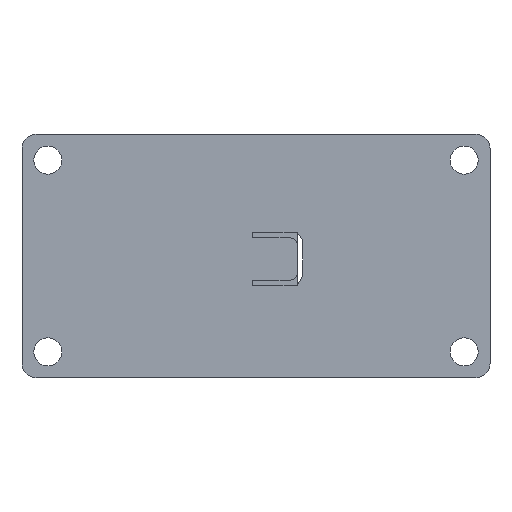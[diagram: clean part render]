
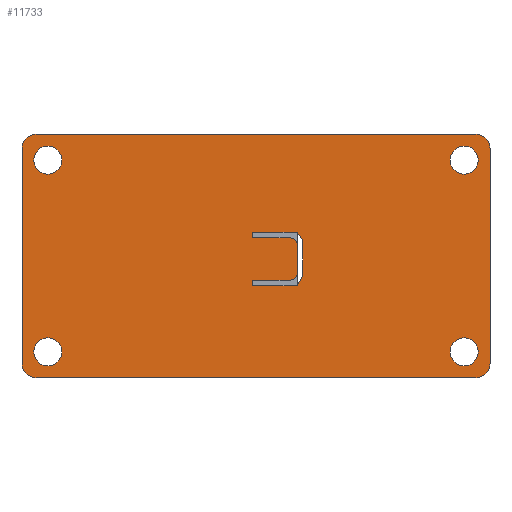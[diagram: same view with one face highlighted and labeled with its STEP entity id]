
A CAD part, front view. The second image highlights one B-rep face of the part: STEP entity #11733.
In plain terms, the highlighted planar face has unit normal (0, -1, 0).
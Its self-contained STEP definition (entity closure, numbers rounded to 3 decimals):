
#42=FACE_BOUND('',#1836,.T.);
#43=FACE_BOUND('',#1837,.T.);
#44=FACE_BOUND('',#1838,.T.);
#45=FACE_BOUND('',#1839,.T.);
#46=FACE_BOUND('',#1840,.T.);
#78=CIRCLE('',#12607,0.75);
#88=CIRCLE('',#12620,0.75);
#89=CIRCLE('',#12628,1.5);
#90=CIRCLE('',#12629,1.5);
#91=CIRCLE('',#12630,1.5);
#92=CIRCLE('',#12631,1.5);
#93=CIRCLE('',#12632,1.5);
#94=CIRCLE('',#12633,1.5);
#95=CIRCLE('',#12634,1.5);
#96=CIRCLE('',#12635,1.5);
#519=PLANE('',#12627);
#1134=FACE_OUTER_BOUND('',#1835,.T.);
#1835=EDGE_LOOP('',(#9062,#9063,#9064,#9065,#9066,#9067,#9068,#9069));
#1836=EDGE_LOOP('',(#9070,#9071,#9072,#9073,#9074,#9075,#9076,#9077,#9078,
#9079,#9080,#9081));
#1837=EDGE_LOOP('',(#9082));
#1838=EDGE_LOOP('',(#9083));
#1839=EDGE_LOOP('',(#9084));
#1840=EDGE_LOOP('',(#9085));
#2776=LINE('',#17558,#4214);
#2792=LINE('',#17610,#4230);
#2794=LINE('',#17615,#4232);
#2796=LINE('',#17618,#4234);
#2797=LINE('',#17621,#4235);
#2799=LINE('',#17625,#4237);
#2801=LINE('',#17629,#4239);
#2803=LINE('',#17636,#4241);
#2804=LINE('',#17640,#4242);
#2805=LINE('',#17644,#4243);
#2806=LINE('',#17647,#4244);
#2807=LINE('',#17649,#4245);
#2808=LINE('',#17651,#4246);
#2809=LINE('',#17652,#4247);
#4214=VECTOR('',#14179,10.);
#4230=VECTOR('',#14221,10.);
#4232=VECTOR('',#14225,10.);
#4234=VECTOR('',#14229,10.);
#4235=VECTOR('',#14232,10.);
#4237=VECTOR('',#14236,10.);
#4239=VECTOR('',#14240,10.);
#4241=VECTOR('',#14246,10.);
#4242=VECTOR('',#14249,10.);
#4243=VECTOR('',#14252,10.);
#4244=VECTOR('',#14255,10.);
#4245=VECTOR('',#14256,10.);
#4246=VECTOR('',#14257,10.);
#4247=VECTOR('',#14258,10.);
#5630=VERTEX_POINT('',#17548);
#5631=VERTEX_POINT('',#17550);
#5633=VERTEX_POINT('',#17556);
#5655=VERTEX_POINT('',#17604);
#5656=VERTEX_POINT('',#17608);
#5657=VERTEX_POINT('',#17612);
#5658=VERTEX_POINT('',#17614);
#5659=VERTEX_POINT('',#17620);
#5660=VERTEX_POINT('',#17624);
#5661=VERTEX_POINT('',#17628);
#5662=VERTEX_POINT('',#17632);
#5663=VERTEX_POINT('',#17633);
#5664=VERTEX_POINT('',#17635);
#5665=VERTEX_POINT('',#17637);
#5666=VERTEX_POINT('',#17639);
#5667=VERTEX_POINT('',#17641);
#5668=VERTEX_POINT('',#17643);
#5669=VERTEX_POINT('',#17645);
#5670=VERTEX_POINT('',#17648);
#5671=VERTEX_POINT('',#17650);
#5672=VERTEX_POINT('',#17653);
#5673=VERTEX_POINT('',#17655);
#5674=VERTEX_POINT('',#17657);
#5675=VERTEX_POINT('',#17659);
#6886=EDGE_CURVE('',#5630,#5631,#78,.T.);
#6890=EDGE_CURVE('',#5630,#5633,#2776,.T.);
#6913=EDGE_CURVE('',#5655,#5633,#88,.T.);
#6916=EDGE_CURVE('',#5655,#5656,#2792,.T.);
#6918=EDGE_CURVE('',#5658,#5657,#2794,.T.);
#6920=EDGE_CURVE('',#5656,#5658,#2796,.T.);
#6921=EDGE_CURVE('',#5659,#5631,#2797,.T.);
#6923=EDGE_CURVE('',#5660,#5659,#2799,.T.);
#6925=EDGE_CURVE('',#5661,#5660,#2801,.T.);
#6927=EDGE_CURVE('',#5662,#5663,#89,.T.);
#6928=EDGE_CURVE('',#5662,#5664,#2803,.T.);
#6929=EDGE_CURVE('',#5665,#5664,#90,.T.);
#6930=EDGE_CURVE('',#5665,#5666,#2804,.T.);
#6931=EDGE_CURVE('',#5667,#5666,#91,.T.);
#6932=EDGE_CURVE('',#5667,#5668,#2805,.T.);
#6933=EDGE_CURVE('',#5669,#5668,#92,.T.);
#6934=EDGE_CURVE('',#5669,#5663,#2806,.T.);
#6935=EDGE_CURVE('',#5657,#5670,#2807,.T.);
#6936=EDGE_CURVE('',#5670,#5671,#2808,.T.);
#6937=EDGE_CURVE('',#5671,#5661,#2809,.T.);
#6938=EDGE_CURVE('',#5672,#5672,#93,.T.);
#6939=EDGE_CURVE('',#5673,#5673,#94,.T.);
#6940=EDGE_CURVE('',#5674,#5674,#95,.T.);
#6941=EDGE_CURVE('',#5675,#5675,#96,.T.);
#9062=ORIENTED_EDGE('',*,*,#6927,.F.);
#9063=ORIENTED_EDGE('',*,*,#6928,.T.);
#9064=ORIENTED_EDGE('',*,*,#6929,.F.);
#9065=ORIENTED_EDGE('',*,*,#6930,.T.);
#9066=ORIENTED_EDGE('',*,*,#6931,.F.);
#9067=ORIENTED_EDGE('',*,*,#6932,.T.);
#9068=ORIENTED_EDGE('',*,*,#6933,.F.);
#9069=ORIENTED_EDGE('',*,*,#6934,.T.);
#9070=ORIENTED_EDGE('',*,*,#6886,.F.);
#9071=ORIENTED_EDGE('',*,*,#6890,.T.);
#9072=ORIENTED_EDGE('',*,*,#6913,.F.);
#9073=ORIENTED_EDGE('',*,*,#6916,.T.);
#9074=ORIENTED_EDGE('',*,*,#6920,.T.);
#9075=ORIENTED_EDGE('',*,*,#6918,.T.);
#9076=ORIENTED_EDGE('',*,*,#6935,.T.);
#9077=ORIENTED_EDGE('',*,*,#6936,.T.);
#9078=ORIENTED_EDGE('',*,*,#6937,.T.);
#9079=ORIENTED_EDGE('',*,*,#6925,.T.);
#9080=ORIENTED_EDGE('',*,*,#6923,.T.);
#9081=ORIENTED_EDGE('',*,*,#6921,.T.);
#9082=ORIENTED_EDGE('',*,*,#6938,.T.);
#9083=ORIENTED_EDGE('',*,*,#6939,.T.);
#9084=ORIENTED_EDGE('',*,*,#6940,.T.);
#9085=ORIENTED_EDGE('',*,*,#6941,.T.);
#11733=ADVANCED_FACE('',(#1134,#42,#43,#44,#45,#46),#519,.F.);
#12607=AXIS2_PLACEMENT_3D('',#17551,#14172,#14173);
#12620=AXIS2_PLACEMENT_3D('',#17605,#14215,#14216);
#12627=AXIS2_PLACEMENT_3D('',#17631,#14242,#14243);
#12628=AXIS2_PLACEMENT_3D('',#17634,#14244,#14245);
#12629=AXIS2_PLACEMENT_3D('',#17638,#14247,#14248);
#12630=AXIS2_PLACEMENT_3D('',#17642,#14250,#14251);
#12631=AXIS2_PLACEMENT_3D('',#17646,#14253,#14254);
#12632=AXIS2_PLACEMENT_3D('',#17654,#14259,#14260);
#12633=AXIS2_PLACEMENT_3D('',#17656,#14261,#14262);
#12634=AXIS2_PLACEMENT_3D('',#17658,#14263,#14264);
#12635=AXIS2_PLACEMENT_3D('',#17660,#14265,#14266);
#14172=DIRECTION('center_axis',(0.,1.,0.));
#14173=DIRECTION('ref_axis',(0.707,0.,-0.707));
#14179=DIRECTION('',(0.,0.,1.));
#14215=DIRECTION('center_axis',(0.,1.,0.));
#14216=DIRECTION('ref_axis',(0.707,0.,0.707));
#14221=DIRECTION('',(-1.,0.,0.));
#14225=DIRECTION('',(1.,0.,0.));
#14229=DIRECTION('',(0.,0.,1.));
#14232=DIRECTION('',(1.,0.,0.));
#14236=DIRECTION('',(0.,0.,1.));
#14240=DIRECTION('',(-1.,0.,0.));
#14242=DIRECTION('center_axis',(0.,1.,0.));
#14243=DIRECTION('ref_axis',(1.,0.,0.));
#14244=DIRECTION('center_axis',(0.,1.,0.));
#14245=DIRECTION('ref_axis',(1.,0.,0.));
#14246=DIRECTION('',(0.,0.,1.));
#14247=DIRECTION('center_axis',(0.,1.,0.));
#14248=DIRECTION('ref_axis',(0.,0.,1.));
#14249=DIRECTION('',(-1.,0.,0.));
#14250=DIRECTION('center_axis',(0.,1.,0.));
#14251=DIRECTION('ref_axis',(-1.,0.,0.));
#14252=DIRECTION('',(0.,0.,-1.));
#14253=DIRECTION('center_axis',(0.,1.,0.));
#14254=DIRECTION('ref_axis',(0.,0.,-1.));
#14255=DIRECTION('',(1.,0.,0.));
#14256=DIRECTION('',(0.559,0.,-0.829));
#14257=DIRECTION('',(0.,0.,-1.));
#14258=DIRECTION('',(-0.476,0.,-0.88));
#14259=DIRECTION('center_axis',(0.,1.,0.));
#14260=DIRECTION('ref_axis',(-1.,0.,0.));
#14261=DIRECTION('center_axis',(0.,1.,0.));
#14262=DIRECTION('ref_axis',(-1.,0.,0.));
#14263=DIRECTION('center_axis',(0.,1.,0.));
#14264=DIRECTION('ref_axis',(-1.,0.,0.));
#14265=DIRECTION('center_axis',(0.,1.,0.));
#14266=DIRECTION('ref_axis',(-1.,0.,0.));
#17548=CARTESIAN_POINT('',(29.41,0.,11.18));
#17550=CARTESIAN_POINT('',(28.66,0.,10.43));
#17551=CARTESIAN_POINT('Origin',(28.66,0.,11.18));
#17556=CARTESIAN_POINT('',(29.41,0.,14.18));
#17558=CARTESIAN_POINT('',(29.41,0.,14.265));
#17604=CARTESIAN_POINT('',(28.66,0.,14.93));
#17605=CARTESIAN_POINT('Origin',(28.66,0.,14.18));
#17608=CARTESIAN_POINT('',(24.61,0.,14.93));
#17610=CARTESIAN_POINT('',(27.205,0.,14.93));
#17612=CARTESIAN_POINT('',(29.41,0.,15.53));
#17614=CARTESIAN_POINT('',(24.61,0.,15.53));
#17615=CARTESIAN_POINT('',(24.805,0.,15.53));
#17618=CARTESIAN_POINT('',(24.61,0.,13.965));
#17620=CARTESIAN_POINT('',(24.61,0.,10.43));
#17621=CARTESIAN_POINT('',(24.805,0.,10.43));
#17624=CARTESIAN_POINT('',(24.61,0.,9.83));
#17625=CARTESIAN_POINT('',(24.61,0.,11.415));
#17628=CARTESIAN_POINT('',(29.41,0.,9.83));
#17629=CARTESIAN_POINT('',(27.205,0.,9.83));
#17631=CARTESIAN_POINT('Origin',(25.,0.,13.));
#17632=CARTESIAN_POINT('',(50.,0.,1.5));
#17633=CARTESIAN_POINT('',(48.5,0.,0.));
#17634=CARTESIAN_POINT('Origin',(48.5,0.,1.5));
#17635=CARTESIAN_POINT('',(50.,0.,24.5));
#17636=CARTESIAN_POINT('',(50.,0.,1.5));
#17637=CARTESIAN_POINT('',(48.5,0.,26.));
#17638=CARTESIAN_POINT('Origin',(48.5,0.,24.5));
#17639=CARTESIAN_POINT('',(1.5,0.,26.));
#17640=CARTESIAN_POINT('',(48.5,0.,26.));
#17641=CARTESIAN_POINT('',(0.,0.,24.5));
#17642=CARTESIAN_POINT('Origin',(1.5,0.,24.5));
#17643=CARTESIAN_POINT('',(0.,0.,1.5));
#17644=CARTESIAN_POINT('',(0.,0.,24.5));
#17645=CARTESIAN_POINT('',(1.5,0.,0.));
#17646=CARTESIAN_POINT('Origin',(1.5,0.,1.5));
#17647=CARTESIAN_POINT('',(1.5,0.,0.));
#17648=CARTESIAN_POINT('',(30.01,0.,14.64));
#17649=CARTESIAN_POINT('',(29.607,0.,15.237));
#17650=CARTESIAN_POINT('',(30.01,0.,10.94));
#17651=CARTESIAN_POINT('',(30.01,0.,11.97));
#17652=CARTESIAN_POINT('',(29.574,0.,10.134));
#17653=CARTESIAN_POINT('',(48.74,0.,23.24));
#17654=CARTESIAN_POINT('Origin',(47.24,0.,23.24));
#17655=CARTESIAN_POINT('',(4.26,0.,2.76));
#17656=CARTESIAN_POINT('Origin',(2.76,0.,2.76));
#17657=CARTESIAN_POINT('',(4.26,0.,23.24));
#17658=CARTESIAN_POINT('Origin',(2.76,0.,23.24));
#17659=CARTESIAN_POINT('',(48.74,0.,2.76));
#17660=CARTESIAN_POINT('Origin',(47.24,0.,2.76));
